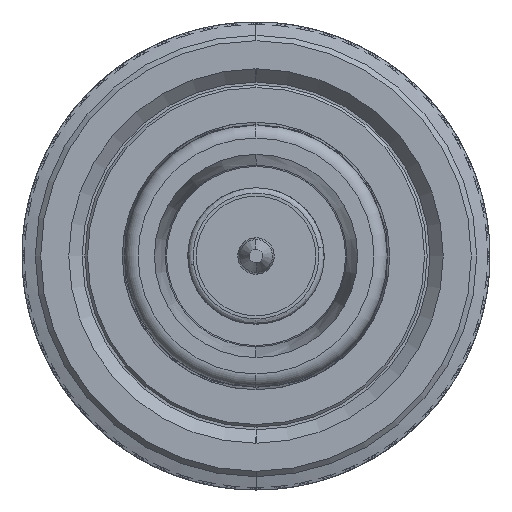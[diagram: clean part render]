
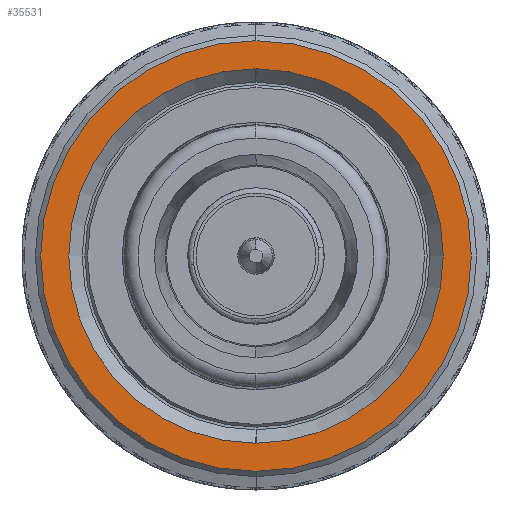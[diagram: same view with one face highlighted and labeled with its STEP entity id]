
A CAD part, left-side view. The second image highlights one B-rep face of the part: STEP entity #35531.
In plain terms, the highlighted planar face has unit normal (-1, 0, 0).
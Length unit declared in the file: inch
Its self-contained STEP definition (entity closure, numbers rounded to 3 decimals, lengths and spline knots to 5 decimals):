
#221 = AXIS2_PLACEMENT_3D ( 'NONE', #7198, #50184, #6643 ) ;
#5631 = DIRECTION ( 'NONE',  ( 0., 0., 1. ) ) ;
#6643 = DIRECTION ( 'NONE',  ( 0., 0., -1. ) ) ;
#7198 = CARTESIAN_POINT ( 'NONE',  ( 0.01969, 0., 0. ) ) ;
#7523 = ORIENTED_EDGE ( 'NONE', *, *, #37201, .T. ) ;
#8813 = DIRECTION ( 'NONE',  ( 0., 0., 1. ) ) ;
#9399 = CARTESIAN_POINT ( 'NONE',  ( 0.01969, 0., 0.31693 ) ) ;
#9447 = ORIENTED_EDGE ( 'NONE', *, *, #43623, .T. ) ;
#10869 = CIRCLE ( 'NONE', #18100, 0.31693 ) ;
#11516 = PLANE ( 'NONE',  #48898 ) ;
#12597 = AXIS2_PLACEMENT_3D ( 'NONE', #47656, #33774, #43161 ) ;
#12732 = CIRCLE ( 'NONE', #34424, 0.31693 ) ;
#13926 = CARTESIAN_POINT ( 'NONE',  ( 0.01969, 0., 0.27559 ) ) ;
#18100 = AXIS2_PLACEMENT_3D ( 'NONE', #22364, #47577, #8813 ) ;
#18152 = VERTEX_POINT ( 'NONE', #31742 ) ;
#20022 = FACE_BOUND ( 'NONE', #52853, .T. ) ;
#22364 = CARTESIAN_POINT ( 'NONE',  ( 0.01969, 0., 0. ) ) ;
#24553 = CARTESIAN_POINT ( 'NONE',  ( 0.01969, 0.27559, 0. ) ) ;
#24576 = CIRCLE ( 'NONE', #221, 0.27559 ) ;
#25756 = VERTEX_POINT ( 'NONE', #9399 ) ;
#28837 = ORIENTED_EDGE ( 'NONE', *, *, #33411, .T. ) ;
#31028 = CARTESIAN_POINT ( 'NONE',  ( 0.01969, 0., 0. ) ) ;
#31593 = DIRECTION ( 'NONE',  ( -1., 0., 0. ) ) ;
#31742 = CARTESIAN_POINT ( 'NONE',  ( 0.01969, 0., -0.31693 ) ) ;
#33411 = EDGE_CURVE ( 'NONE', #25756, #18152, #10869, .T. ) ;
#33774 = DIRECTION ( 'NONE',  ( 1., 0., 0. ) ) ;
#34424 = AXIS2_PLACEMENT_3D ( 'NONE', #31028, #31593, #5631 ) ;
#35531 = ADVANCED_FACE ( 'NONE', ( #50316, #20022 ), #11516, .T. ) ;
#36205 = ORIENTED_EDGE ( 'NONE', *, *, #47038, .T. ) ;
#37201 = EDGE_CURVE ( 'NONE', #50215, #52426, #24576, .T. ) ;
#40987 = DIRECTION ( 'NONE',  ( 0., 0., 1. ) ) ;
#43161 = DIRECTION ( 'NONE',  ( 0., 0., -1. ) ) ;
#43413 = CIRCLE ( 'NONE', #12597, 0.27559 ) ;
#43623 = EDGE_CURVE ( 'NONE', #52426, #50215, #43413, .T. ) ;
#47038 = EDGE_CURVE ( 'NONE', #18152, #25756, #12732, .T. ) ;
#47577 = DIRECTION ( 'NONE',  ( -1., 0., 0. ) ) ;
#47656 = CARTESIAN_POINT ( 'NONE',  ( 0.01969, 0., 0. ) ) ;
#48898 = AXIS2_PLACEMENT_3D ( 'NONE', #24553, #53420, #40987 ) ;
#50184 = DIRECTION ( 'NONE',  ( 1., 0., 0. ) ) ;
#50215 = VERTEX_POINT ( 'NONE', #50970 ) ;
#50316 = FACE_OUTER_BOUND ( 'NONE', #53445, .T. ) ;
#50970 = CARTESIAN_POINT ( 'NONE',  ( 0.01969, 0., -0.27559 ) ) ;
#52426 = VERTEX_POINT ( 'NONE', #13926 ) ;
#52853 = EDGE_LOOP ( 'NONE', ( #9447, #7523 ) ) ;
#53420 = DIRECTION ( 'NONE',  ( -1., 0., 0. ) ) ;
#53445 = EDGE_LOOP ( 'NONE', ( #36205, #28837 ) ) ;
